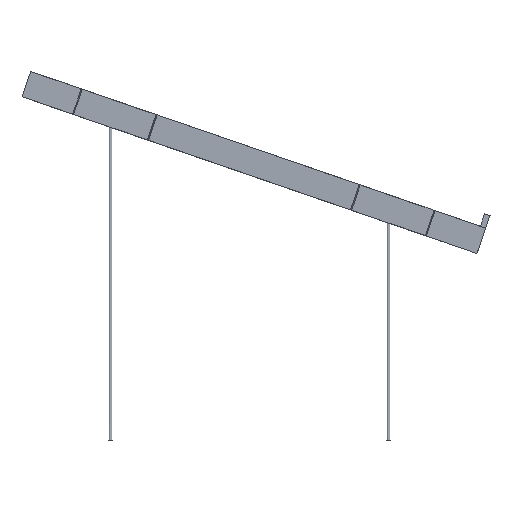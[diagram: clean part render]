
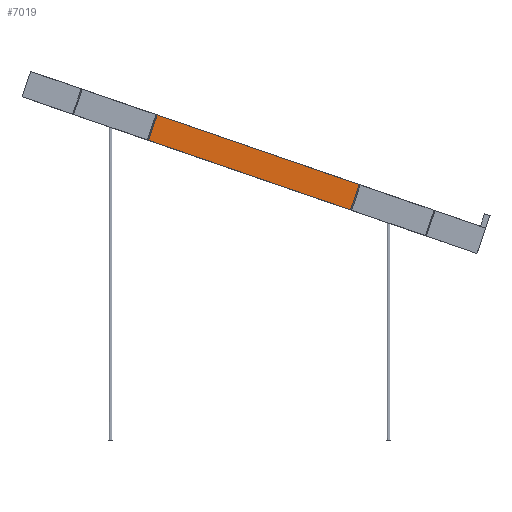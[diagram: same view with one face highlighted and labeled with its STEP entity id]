
A CAD part, left-side view. The second image highlights one B-rep face of the part: STEP entity #7019.
In plain terms, the highlighted planar face has unit normal (-1, 0, 0).
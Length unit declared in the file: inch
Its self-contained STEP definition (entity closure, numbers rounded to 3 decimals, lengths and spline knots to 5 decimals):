
#232=PLANE('',#7789);
#591=FACE_OUTER_BOUND('',#1064,.T.);
#1064=EDGE_LOOP('',(#6050,#6051,#6052,#6053));
#1469=LINE('',#11425,#2077);
#1526=LINE('',#11559,#2134);
#1568=LINE('',#11654,#2176);
#1583=LINE('',#11689,#2191);
#2077=VECTOR('',#9377,0.3937);
#2134=VECTOR('',#9498,0.3937);
#2176=VECTOR('',#9588,0.3937);
#2191=VECTOR('',#9623,0.3937);
#3245=VERTEX_POINT('',#11422);
#3246=VERTEX_POINT('',#11424);
#3290=VERTEX_POINT('',#11556);
#3291=VERTEX_POINT('',#11558);
#4140=EDGE_CURVE('',#3245,#3246,#1469,.T.);
#4206=EDGE_CURVE('',#3291,#3290,#1526,.T.);
#4254=EDGE_CURVE('',#3246,#3290,#1568,.T.);
#4270=EDGE_CURVE('',#3245,#3291,#1583,.T.);
#6050=ORIENTED_EDGE('',*,*,#4254,.F.);
#6051=ORIENTED_EDGE('',*,*,#4140,.F.);
#6052=ORIENTED_EDGE('',*,*,#4270,.T.);
#6053=ORIENTED_EDGE('',*,*,#4206,.T.);
#7019=ADVANCED_FACE('',(#591),#232,.T.);
#7789=AXIS2_PLACEMENT_3D('',#11688,#9621,#9622);
#9377=DIRECTION('',(0.,-0.946,-0.326));
#9498=DIRECTION('',(0.,-0.946,-0.326));
#9588=DIRECTION('',(0.,0.326,-0.946));
#9621=DIRECTION('center_axis',(-1.,0.,0.));
#9622=DIRECTION('ref_axis',(0.,-0.946,-0.326));
#9623=DIRECTION('',(0.,0.326,-0.946));
#11422=CARTESIAN_POINT('',(0.,5.98309,6.08895));
#11424=CARTESIAN_POINT('',(0.,2.20101,4.78668));
#11425=CARTESIAN_POINT('',(0.,8.34688,6.90287));
#11556=CARTESIAN_POINT('',(0.,2.3638,4.31392));
#11558=CARTESIAN_POINT('',(0.,6.14587,5.61619));
#11559=CARTESIAN_POINT('',(0.,8.50967,6.43011));
#11654=CARTESIAN_POINT('',(0.,2.3638,4.31392));
#11688=CARTESIAN_POINT('Origin',(0.,8.50967,6.43011));
#11689=CARTESIAN_POINT('',(0.,6.14587,5.61619));
